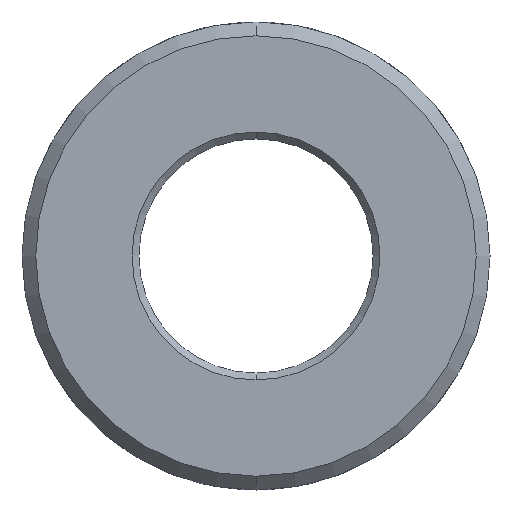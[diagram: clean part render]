
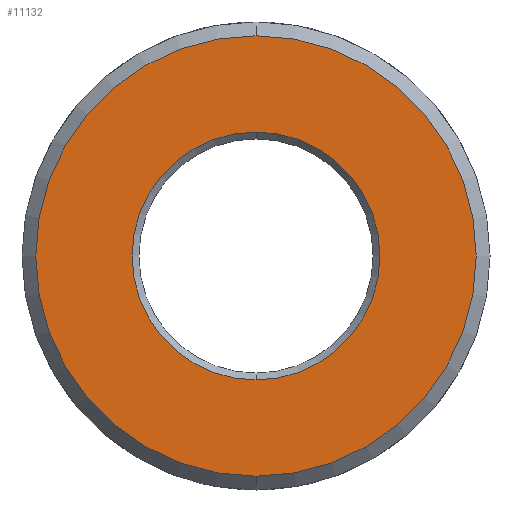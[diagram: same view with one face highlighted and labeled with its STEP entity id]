
A CAD part, front view. The second image highlights one B-rep face of the part: STEP entity #11132.
In plain terms, the highlighted planar face has unit normal (0, -1, 0).
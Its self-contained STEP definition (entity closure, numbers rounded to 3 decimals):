
#225 = ORIENTED_EDGE ( 'NONE', *, *, #10424, .T. ) ;
#925 = DIRECTION ( 'NONE',  ( 0., 0., 1. ) ) ;
#1016 = FACE_OUTER_BOUND ( 'NONE', #7977, .T. ) ;
#1175 = CIRCLE ( 'NONE', #9119, 6.395 ) ;
#1291 = VERTEX_POINT ( 'NONE', #14847 ) ;
#1637 = VERTEX_POINT ( 'NONE', #10087 ) ;
#2188 = CARTESIAN_POINT ( 'NONE',  ( 0., 0., 0. ) ) ;
#2371 = AXIS2_PLACEMENT_3D ( 'NONE', #2188, #10458, #13955 ) ;
#2441 = FACE_BOUND ( 'NONE', #6158, .T. ) ;
#2856 = ORIENTED_EDGE ( 'NONE', *, *, #13745, .T. ) ;
#3060 = VERTEX_POINT ( 'NONE', #7312 ) ;
#3346 = CIRCLE ( 'NONE', #13485, 6.395 ) ;
#3396 = CARTESIAN_POINT ( 'NONE',  ( 0., 0., 6.395 ) ) ;
#3619 = CARTESIAN_POINT ( 'NONE',  ( 0., 0., 0. ) ) ;
#3696 = DIRECTION ( 'NONE',  ( 0., 0., 1. ) ) ;
#3780 = AXIS2_PLACEMENT_3D ( 'NONE', #7952, #10215, #4484 ) ;
#4484 = DIRECTION ( 'NONE',  ( 1., 0., 0. ) ) ;
#4842 = CARTESIAN_POINT ( 'NONE',  ( 0., 0., 0. ) ) ;
#4905 = VERTEX_POINT ( 'NONE', #3396 ) ;
#5614 = PLANE ( 'NONE',  #3780 ) ;
#6158 = EDGE_LOOP ( 'NONE', ( #225, #10982 ) ) ;
#6791 = DIRECTION ( 'NONE',  ( 0., -1., 0. ) ) ;
#7312 = CARTESIAN_POINT ( 'NONE',  ( 0., 0., -6.395 ) ) ;
#7952 = CARTESIAN_POINT ( 'NONE',  ( 0., 0., 0. ) ) ;
#7977 = EDGE_LOOP ( 'NONE', ( #2856, #9307 ) ) ;
#8354 = CIRCLE ( 'NONE', #9309, 3.6 ) ;
#8923 = CARTESIAN_POINT ( 'NONE',  ( 0., 0., 0. ) ) ;
#9119 = AXIS2_PLACEMENT_3D ( 'NONE', #8923, #6791, #925 ) ;
#9307 = ORIENTED_EDGE ( 'NONE', *, *, #13998, .T. ) ;
#9309 = AXIS2_PLACEMENT_3D ( 'NONE', #3619, #13837, #3696 ) ;
#9434 = DIRECTION ( 'NONE',  ( 0., 0., 1. ) ) ;
#10087 = CARTESIAN_POINT ( 'NONE',  ( 0., 0., -3.6 ) ) ;
#10215 = DIRECTION ( 'NONE',  ( 0., 1., 0. ) ) ;
#10424 = EDGE_CURVE ( 'NONE', #1637, #1291, #8354, .T. ) ;
#10458 = DIRECTION ( 'NONE',  ( 0., 1., 0. ) ) ;
#10982 = ORIENTED_EDGE ( 'NONE', *, *, #13411, .T. ) ;
#11132 = ADVANCED_FACE ( 'NONE', ( #2441, #1016 ), #5614, .F. ) ;
#13411 = EDGE_CURVE ( 'NONE', #1291, #1637, #13700, .T. ) ;
#13485 = AXIS2_PLACEMENT_3D ( 'NONE', #4842, #13920, #9434 ) ;
#13700 = CIRCLE ( 'NONE', #2371, 3.6 ) ;
#13745 = EDGE_CURVE ( 'NONE', #4905, #3060, #3346, .T. ) ;
#13837 = DIRECTION ( 'NONE',  ( 0., 1., 0. ) ) ;
#13920 = DIRECTION ( 'NONE',  ( 0., -1., 0. ) ) ;
#13955 = DIRECTION ( 'NONE',  ( 0., 0., 1. ) ) ;
#13998 = EDGE_CURVE ( 'NONE', #3060, #4905, #1175, .T. ) ;
#14847 = CARTESIAN_POINT ( 'NONE',  ( 0., 0., 3.6 ) ) ;
